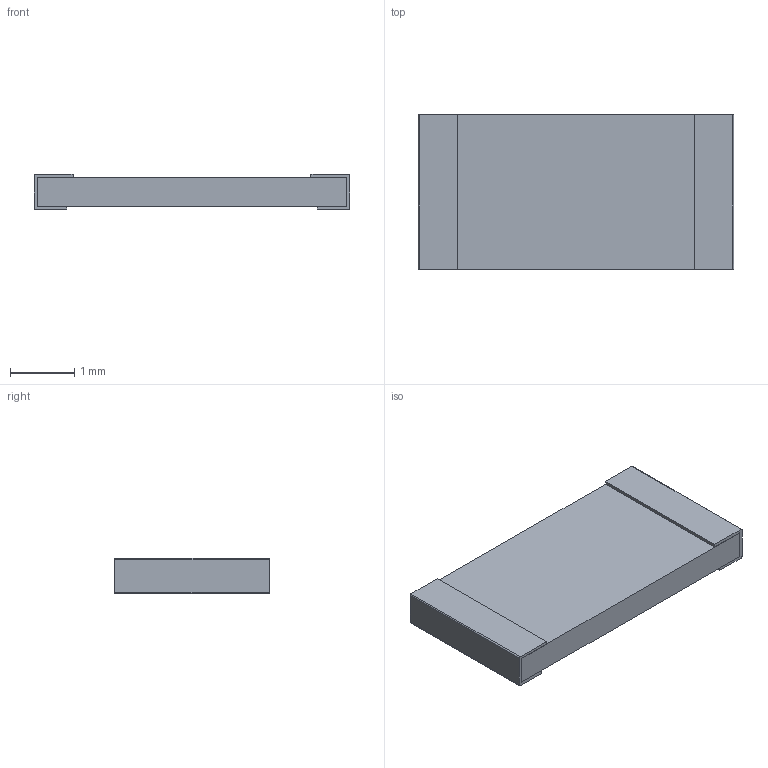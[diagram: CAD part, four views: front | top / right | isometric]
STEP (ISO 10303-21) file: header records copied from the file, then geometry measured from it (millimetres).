
FILE_DESCRIPTION(/* description */ (''),/* implementation_level */ '2;1');
FILE_NAME(/* name */ 'RES2010',/* time_stamp */ '2013-04-29T10:03:52+02:00',/* author */ (''),/* organization */ (''),/* preprocessor_version */ 'ST-DEVELOPER v14',/* originating_system */ '',/* authorisation */ '');
FILE_SCHEMA (('AUTOMOTIVE_DESIGN'));
Length unit declared in the file: millimetre
Products named in the file (1): Document
Bounding box: 4.9 x 2.4 x 0.55 mm (x, y, z)
Volume: 5.6 mm3; surface area: 45 mm2
Topology: 3 solids, 4 shells, 40 faces, 103 edges, 69 vertices
Faces by surface type: bspline 34, plane 6
Entity records: 2394 total; most frequent: CARTESIAN_POINT 982, ORIENTED_EDGE 228, PCURVE 228, DEFINITIONAL_REPRESENTATION 228, B_SPLINE_CURVE_WITH_KNOTS 172, SURFACE_CURVE 114, EDGE_CURVE 114, VERTEX_POINT 76
